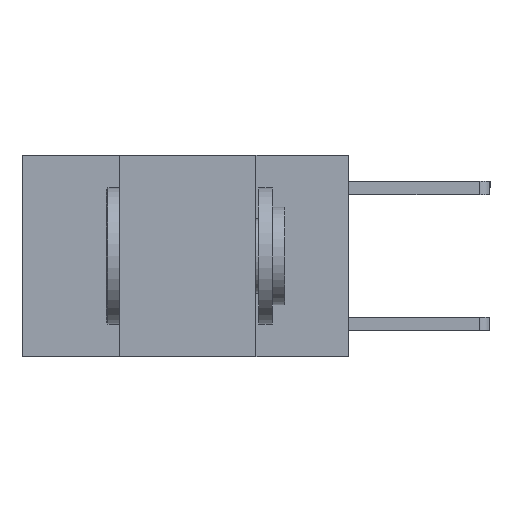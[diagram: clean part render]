
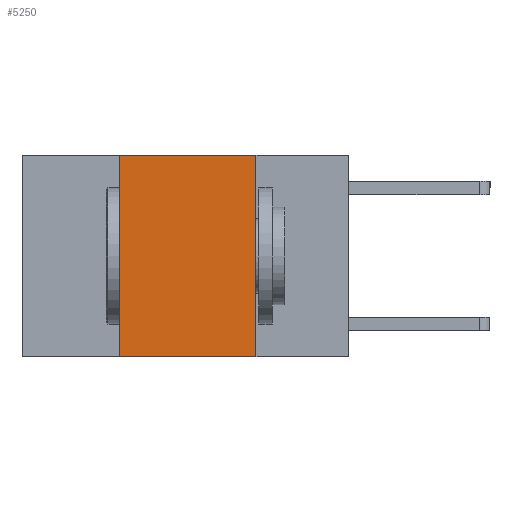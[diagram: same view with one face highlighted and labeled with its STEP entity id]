
A CAD part, left-side view. The second image highlights one B-rep face of the part: STEP entity #5250.
In plain terms, the highlighted planar face has unit normal (-1, 0, 0).
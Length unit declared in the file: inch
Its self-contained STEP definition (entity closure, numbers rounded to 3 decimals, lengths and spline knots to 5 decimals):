
#91 = CARTESIAN_POINT ( 'NONE',  ( 0., 0.6, 0. ) ) ;
#652 = ORIENTED_EDGE ( 'NONE', *, *, #9021, .T. ) ;
#768 = CARTESIAN_POINT ( 'NONE',  ( 0., 0.17, 0. ) ) ;
#1006 = VECTOR ( 'NONE', #6506, 39.37008 ) ;
#1011 = DIRECTION ( 'NONE',  ( 0., 0., -1. ) ) ;
#1206 = DIRECTION ( 'NONE',  ( 0., 0., -1. ) ) ;
#1684 = LINE ( 'NONE', #4525, #10661 ) ;
#2432 = ORIENTED_EDGE ( 'NONE', *, *, #3994, .F. ) ;
#2722 = DIRECTION ( 'NONE',  ( 0., -1., 0. ) ) ;
#2766 = EDGE_CURVE ( 'NONE', #5234, #9622, #11337, .T. ) ;
#2882 = CARTESIAN_POINT ( 'NONE',  ( 0., 0.42, 0. ) ) ;
#3068 = VECTOR ( 'NONE', #2722, 39.37008 ) ;
#3717 = VECTOR ( 'NONE', #1206, 39.37008 ) ;
#3994 = EDGE_CURVE ( 'NONE', #10558, #9539, #11291, .T. ) ;
#4465 = FACE_OUTER_BOUND ( 'NONE', #6516, .T. ) ;
#4525 = CARTESIAN_POINT ( 'NONE',  ( 0., 0.6, 0. ) ) ;
#4532 = CARTESIAN_POINT ( 'NONE',  ( 0., 0.42, -0.37 ) ) ;
#4575 = DIRECTION ( 'NONE',  ( 0., -1., 0. ) ) ;
#5234 = VERTEX_POINT ( 'NONE', #4532 ) ;
#5250 = ADVANCED_FACE ( 'NONE', ( #4465 ), #8387, .F. ) ;
#5696 = CARTESIAN_POINT ( 'NONE',  ( 0., 0.42, 0. ) ) ;
#5911 = CARTESIAN_POINT ( 'NONE',  ( 0., 0.17, 0. ) ) ;
#6505 = CARTESIAN_POINT ( 'NONE',  ( 0., 0.17, -0.37 ) ) ;
#6506 = DIRECTION ( 'NONE',  ( 0., 0., 1. ) ) ;
#6516 = EDGE_LOOP ( 'NONE', ( #2432, #11626, #9504, #652 ) ) ;
#8387 = PLANE ( 'NONE',  #10496 ) ;
#8456 = DIRECTION ( 'NONE',  ( 1., 0., 0. ) ) ;
#9021 = EDGE_CURVE ( 'NONE', #5234, #9539, #11163, .T. ) ;
#9428 = CARTESIAN_POINT ( 'NONE',  ( 0., 0.6, -0.37 ) ) ;
#9445 = EDGE_CURVE ( 'NONE', #9622, #10558, #1684, .T. ) ;
#9504 = ORIENTED_EDGE ( 'NONE', *, *, #2766, .F. ) ;
#9539 = VERTEX_POINT ( 'NONE', #6505 ) ;
#9622 = VERTEX_POINT ( 'NONE', #5696 ) ;
#10496 = AXIS2_PLACEMENT_3D ( 'NONE', #91, #8456, #1011 ) ;
#10558 = VERTEX_POINT ( 'NONE', #768 ) ;
#10661 = VECTOR ( 'NONE', #4575, 39.37008 ) ;
#11163 = LINE ( 'NONE', #9428, #3068 ) ;
#11291 = LINE ( 'NONE', #5911, #3717 ) ;
#11337 = LINE ( 'NONE', #2882, #1006 ) ;
#11626 = ORIENTED_EDGE ( 'NONE', *, *, #9445, .F. ) ;
